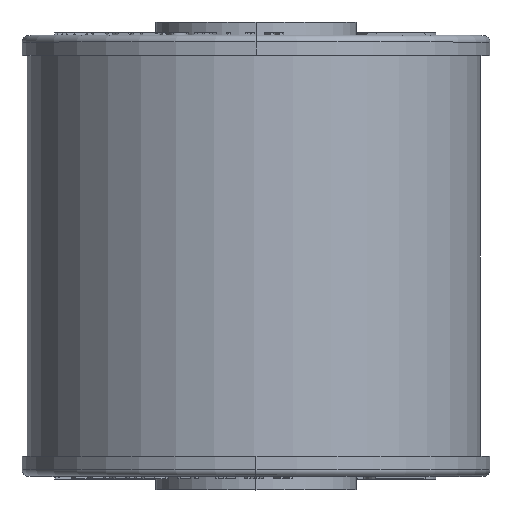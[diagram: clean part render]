
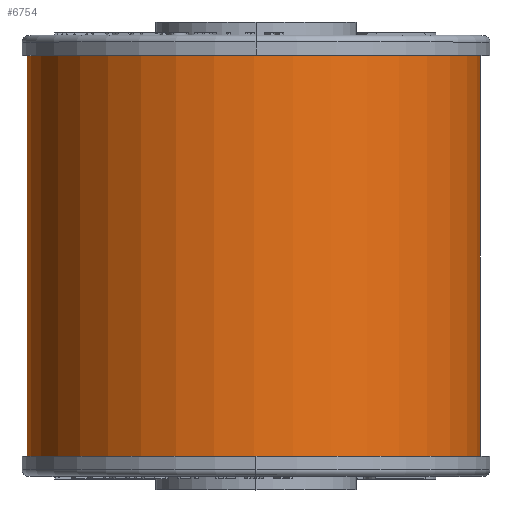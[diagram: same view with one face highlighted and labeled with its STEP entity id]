
A CAD part, top view. The second image highlights one B-rep face of the part: STEP entity #6754.
In plain terms, the highlighted cylindrical face has radius 16.954 mm (diameter 33.908 mm), a partial arc.
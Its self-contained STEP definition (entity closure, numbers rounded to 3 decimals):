
#439 = ORIENTED_EDGE ( 'NONE', *, *, #15810, .F. ) ;
#644 = DIRECTION ( 'NONE',  ( 0., -1., 0. ) ) ;
#1174 = CARTESIAN_POINT ( 'NONE',  ( 16.789, 30., 0. ) ) ;
#1459 = VERTEX_POINT ( 'NONE', #14670 ) ;
#1463 = DIRECTION ( 'NONE',  ( 0., 0., -1. ) ) ;
#1953 = CYLINDRICAL_SURFACE ( 'NONE', #7956, 16.954 ) ;
#2704 = ORIENTED_EDGE ( 'NONE', *, *, #12028, .F. ) ;
#2825 = CARTESIAN_POINT ( 'NONE',  ( 16.789, 0., 0. ) ) ;
#2953 = LINE ( 'NONE', #10341, #3392 ) ;
#3090 = EDGE_CURVE ( 'NONE', #10999, #1459, #2953, .T. ) ;
#3392 = VECTOR ( 'NONE', #19831, 1000. ) ;
#5013 = VERTEX_POINT ( 'NONE', #2825 ) ;
#6754 = ADVANCED_FACE ( 'NONE', ( #22625 ), #1953, .T. ) ;
#7498 = AXIS2_PLACEMENT_3D ( 'NONE', #8225, #19306, #17575 ) ;
#7594 = DIRECTION ( 'NONE',  ( 0., -1., 0. ) ) ;
#7956 = AXIS2_PLACEMENT_3D ( 'NONE', #24359, #10949, #1463 ) ;
#8225 = CARTESIAN_POINT ( 'NONE',  ( -0.165, 30., 0. ) ) ;
#9471 = CIRCLE ( 'NONE', #7498, 16.954 ) ;
#10341 = CARTESIAN_POINT ( 'NONE',  ( -17.119, 30., 0. ) ) ;
#10571 = VERTEX_POINT ( 'NONE', #1174 ) ;
#10949 = DIRECTION ( 'NONE',  ( 0., -1., 0. ) ) ;
#10999 = VERTEX_POINT ( 'NONE', #23270 ) ;
#11168 = LINE ( 'NONE', #20650, #21111 ) ;
#12028 = EDGE_CURVE ( 'NONE', #5013, #1459, #16865, .T. ) ;
#13387 = EDGE_CURVE ( 'NONE', #10571, #10999, #9471, .T. ) ;
#14670 = CARTESIAN_POINT ( 'NONE',  ( -17.119, 0., 0. ) ) ;
#15810 = EDGE_CURVE ( 'NONE', #10571, #5013, #11168, .T. ) ;
#16865 = CIRCLE ( 'NONE', #22345, 16.954 ) ;
#17281 = ORIENTED_EDGE ( 'NONE', *, *, #3090, .T. ) ;
#17575 = DIRECTION ( 'NONE',  ( 1., 0., 0. ) ) ;
#19229 = DIRECTION ( 'NONE',  ( 1., 0., 0. ) ) ;
#19306 = DIRECTION ( 'NONE',  ( 0., -1., 0. ) ) ;
#19359 = CARTESIAN_POINT ( 'NONE',  ( -0.165, 0., 0. ) ) ;
#19831 = DIRECTION ( 'NONE',  ( 0., -1., 0. ) ) ;
#20641 = EDGE_LOOP ( 'NONE', ( #2704, #439, #23492, #17281 ) ) ;
#20650 = CARTESIAN_POINT ( 'NONE',  ( 16.789, 30., 0. ) ) ;
#21111 = VECTOR ( 'NONE', #7594, 1000. ) ;
#22345 = AXIS2_PLACEMENT_3D ( 'NONE', #19359, #644, #19229 ) ;
#22625 = FACE_OUTER_BOUND ( 'NONE', #20641, .T. ) ;
#23270 = CARTESIAN_POINT ( 'NONE',  ( -17.119, 30., 0. ) ) ;
#23492 = ORIENTED_EDGE ( 'NONE', *, *, #13387, .T. ) ;
#24359 = CARTESIAN_POINT ( 'NONE',  ( -0.165, 30., 0. ) ) ;
